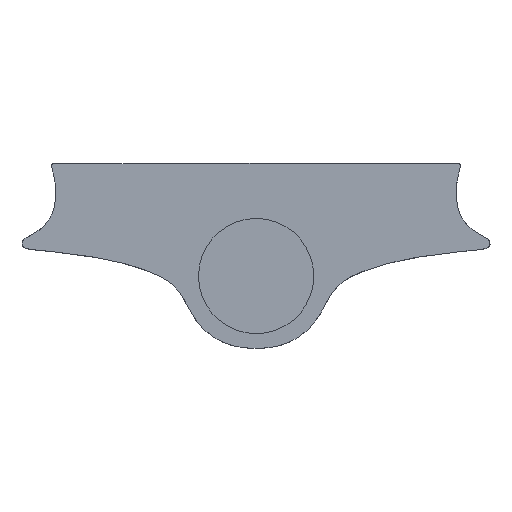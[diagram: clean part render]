
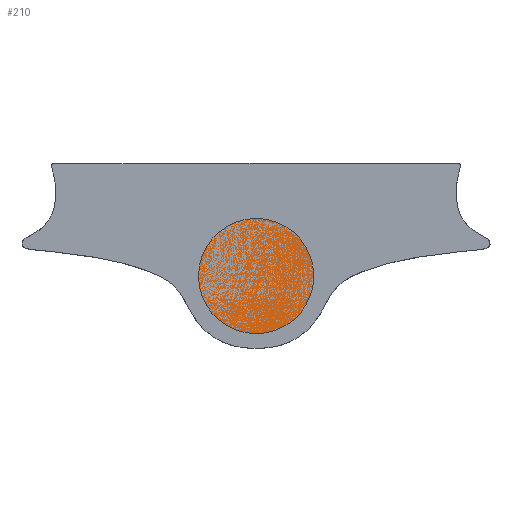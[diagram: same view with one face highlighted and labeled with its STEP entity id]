
A CAD part, top view. The second image highlights one B-rep face of the part: STEP entity #210.
In plain terms, the highlighted planar face has unit normal (0, 0, 1).
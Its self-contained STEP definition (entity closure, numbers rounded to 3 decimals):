
#130=CARTESIAN_POINT('',(0.0,2.3,1.0));
#131=VERTEX_POINT('',#130);
#140=CARTESIAN_POINT('',(0.,-2.3,1.0));
#141=VERTEX_POINT('',#140);
#142=CARTESIAN_POINT('',(0.0,0.0,1.0));
#143=DIRECTION('',(0.0,0.0,-1.0));
#144=DIRECTION('',(0.0,1.0,0.0));
#145=AXIS2_PLACEMENT_3D('',#142,#143,#144);
#146=CIRCLE('',#145,2.3);
#147=EDGE_CURVE('',#131,#141,#146,.T.);
#181=CARTESIAN_POINT('',(0.0,0.0,1.0));
#182=DIRECTION('',(0.0,0.0,-1.0));
#183=DIRECTION('',(0.0,1.0,0.0));
#184=AXIS2_PLACEMENT_3D('',#181,#182,#183);
#185=CIRCLE('',#184,2.3);
#186=EDGE_CURVE('',#141,#131,#185,.T.);
#201=CARTESIAN_POINT('',(0.0,0.0,1.0));
#202=DIRECTION('',(0.0,0.0,1.0));
#203=DIRECTION('',(1.0,0.0,0.0));
#204=AXIS2_PLACEMENT_3D('',#201,#202,#203);
#205=PLANE('',#204);
#206=ORIENTED_EDGE('',*,*,#147,.F.);
#207=ORIENTED_EDGE('',*,*,#186,.F.);
#208=EDGE_LOOP('',(#206,#207));
#209=FACE_OUTER_BOUND('',#208,.T.);
#210=ADVANCED_FACE('',(#209),#205,.T.);
